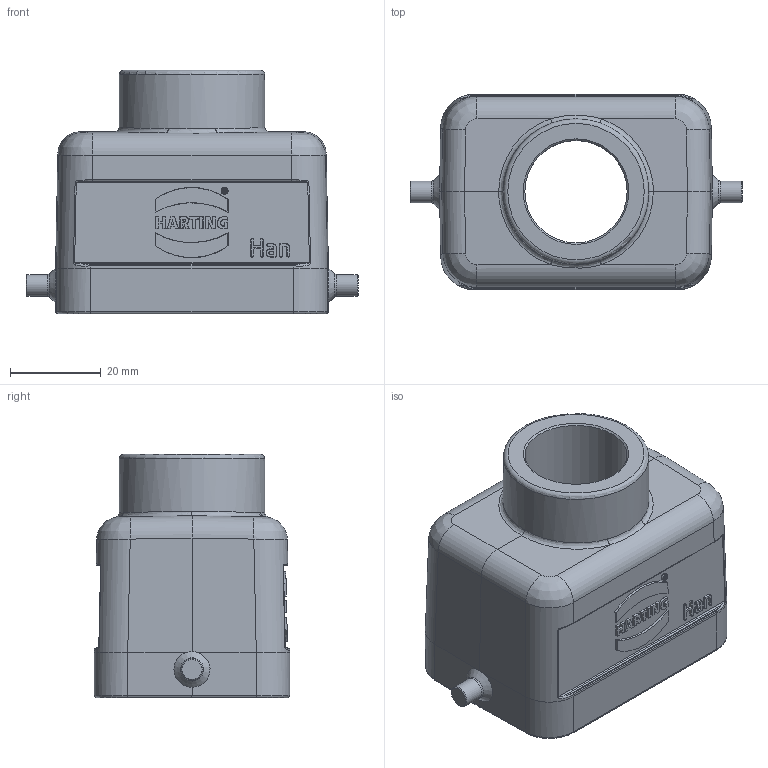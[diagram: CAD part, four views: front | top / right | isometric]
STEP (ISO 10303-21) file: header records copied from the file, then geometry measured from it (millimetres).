
FILE_DESCRIPTION(/* description */ (''),/* implementation_level */ '2;1');
FILE_NAME(/* name */ '100758903ugm000_a.stp',/* time_stamp */ '2018-03-07T11:32:54+01:00',/* author */ (''),/* organization */ (''),/* preprocessor_version */ 'ST-DEVELOPER v16',/* originating_system */ 'SIEMENS PLM Software NX 10.0',/* authorisation */ '');
FILE_SCHEMA (('AUTOMOTIVE_DESIGN { 1 0 10303 214 3 1 1 1 }'));
Length unit declared in the file: millimetre
Products named in the file (1): 100758903ugm000_a
Bounding box: 73 x 43 x 53.5 mm (x, y, z)
Volume: 34512.8 mm3; surface area: 20893.8 mm2
Topology: 1 solids, 1 shells, 262 faces, 654 edges, 424 vertices
Faces by surface type: plane 145, cylinder 54, bspline 46, cone 9, torus 8
Full cylindrical faces by diameter (mm): 3 x4, 4.8 x2, 22.5 x1, 32 x1
Entity records: 11146 total; most frequent: CARTESIAN_POINT 4633, ORIENTED_EDGE 1240, DIRECTION 1069, EDGE_CURVE 620, VERTEX_POINT 407, LINE 373, VECTOR 373, AXIS2_PLACEMENT_3D 348
